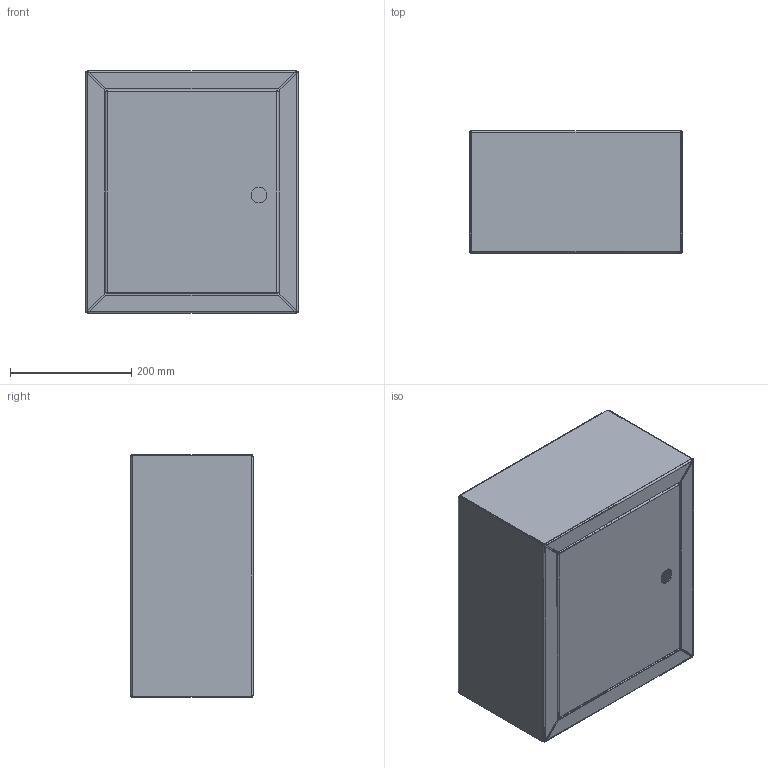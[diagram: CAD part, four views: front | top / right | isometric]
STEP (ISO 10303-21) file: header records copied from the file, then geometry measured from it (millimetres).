
FILE_DESCRIPTION(/* description */ ('STEP AP214'),/* implementation_level */ '2;1');
FILE_NAME(/* name */ '68cd0fadc450638e22a0bef3',/* time_stamp */ '2025-09-19T08:09:19Z',/* author */ (''),/* organization */ (''),/* preprocessor_version */ 'ST-DEVELOPER v20',/* originating_system */ 'ONSHAPE BY PTC INC, 1.203',/* authorisation */ ' ');
FILE_SCHEMA (('AUTOMOTIVE_DESIGN {1 0 10303 214 3 1 1}'));
Length unit declared in the file: metre
Products named in the file (2): Part 2; Part 1
Bounding box: 350 x 201.5 x 400 mm (x, y, z)
Volume: 874253.9 mm3; surface area: 1172653.3 mm2
Topology: 2 solids, 2 shells, 132 faces, 288 edges, 160 vertices
Faces by surface type: plane 100, cylinder 24, bspline 8
Entity records: 4807 total; most frequent: CARTESIAN_POINT 1982, ORIENTED_EDGE 576, DIRECTION 540, EDGE_CURVE 288, LINE 224, VECTOR 224, VERTEX_POINT 160, AXIS2_PLACEMENT_3D 158
